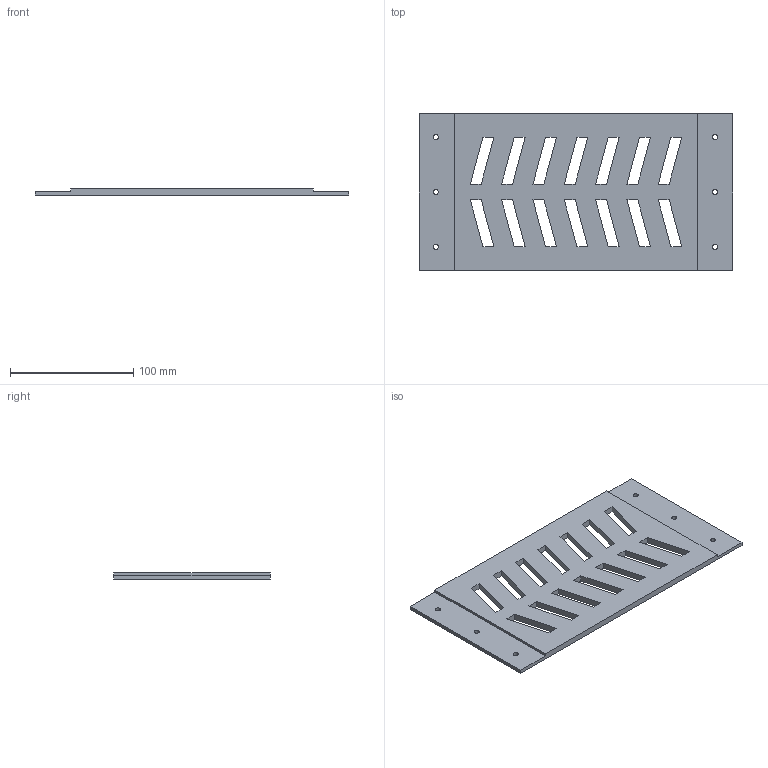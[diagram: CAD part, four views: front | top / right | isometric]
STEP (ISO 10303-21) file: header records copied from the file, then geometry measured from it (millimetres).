
FILE_DESCRIPTION (( 'STEP AP214' ), '1' );
FILE_NAME ('Full Side Plate.STEP', '2024-02-25T20:09:50', ( '' ), ( '' ), 'SwSTEP 2.0', 'SolidWorks 2021', '' );
FILE_SCHEMA (( 'AUTOMOTIVE_DESIGN' ));
Length unit declared in the file: millimetre
Products named in the file (1): Full Side Plate
Bounding box: 254 x 126.75 x 5.08 mm (x, y, z)
Volume: 124485.8 mm3; surface area: 65490.1 mm2
Topology: 1 solids, 1 shells, 78 faces, 228 edges, 152 vertices
Faces by surface type: plane 66, cylinder 12
Entity records: 2670 total; most frequent: CARTESIAN_POINT 459, ORIENTED_EDGE 456, DIRECTION 410, EDGE_CURVE 228, LINE 204, VECTOR 204, VERTEX_POINT 152, EDGE_LOOP 118
